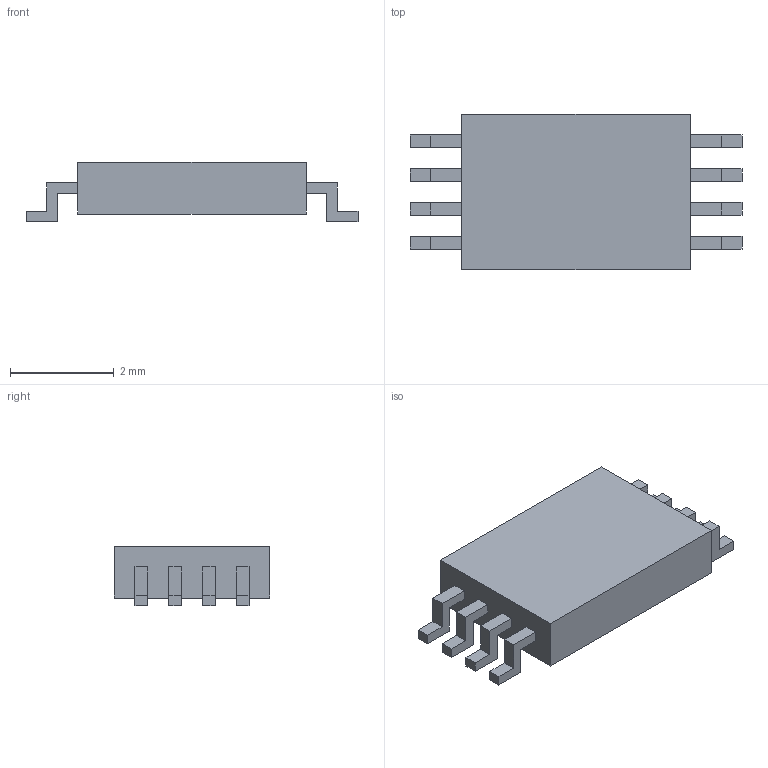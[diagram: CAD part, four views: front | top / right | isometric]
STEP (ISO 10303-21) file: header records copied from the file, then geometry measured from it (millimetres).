
FILE_DESCRIPTION( ( '' ), ' ' );
FILE_NAME( '5944afb31646661043435c04.step', '2017-06-17T04:27:31', ( '' ), ( '' ), ' ', ' ', ' ' );
FILE_SCHEMA( ( 'AUTOMOTIVE_DESIGN { 1 0 10303 214 1 1 1 1 }' ) );
Length unit declared in the file: metre
Products named in the file (1): Open CASCADE STEP translator 6.8 1
Bounding box: 6.4 x 3 x 1.15 mm (x, y, z)
Volume: 13.8 mm3; surface area: 52.4 mm2
Topology: 1 solids, 1 shells, 78 faces, 204 edges, 136 vertices
Faces by surface type: plane 78
Entity records: 4008 total; most frequent: CARTESIAN_POINT 419, ORIENTED_EDGE 408, DIRECTION 362, STYLED_ITEM 282, PRESENTATION_STYLE_ASSIGNMENT 282, COLOUR_RGB 282, EDGE_CURVE 204, CURVE_STYLE 204
